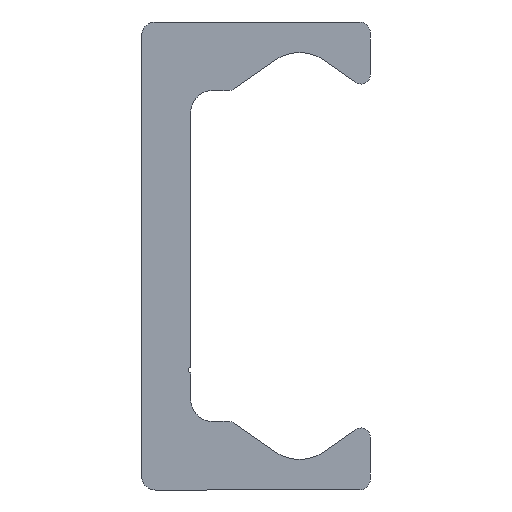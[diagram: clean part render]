
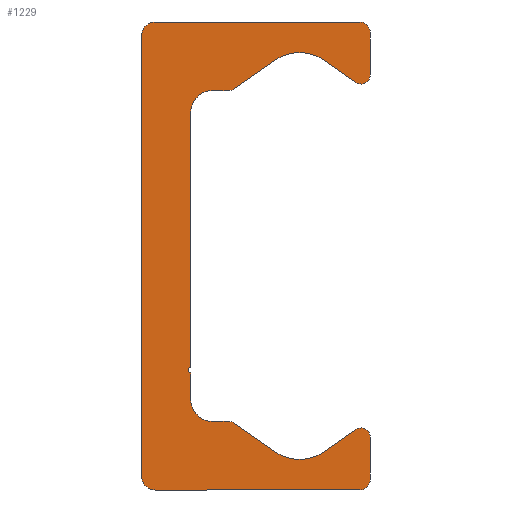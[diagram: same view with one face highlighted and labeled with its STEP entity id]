
A CAD part, left-side view. The second image highlights one B-rep face of the part: STEP entity #1229.
In plain terms, the highlighted planar face has unit normal (-1, 0, 0).
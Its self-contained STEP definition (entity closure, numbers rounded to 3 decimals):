
#356=CARTESIAN_POINT('',(0.0,9.25,-21.5));
#357=VERTEX_POINT('',#356);
#364=CARTESIAN_POINT('',(0.0,10.5,-20.25));
#365=VERTEX_POINT('',#364);
#366=CARTESIAN_POINT('',(0.0,9.25,-20.25));
#367=DIRECTION('',(1.0,0.0,0.0));
#368=DIRECTION('',(0.0,0.0,-1.0));
#369=AXIS2_PLACEMENT_3D('',#366,#367,#368);
#370=CIRCLE('',#369,1.25);
#371=EDGE_CURVE('',#357,#365,#370,.T.);
#395=CARTESIAN_POINT('',(0.0,-9.5,-21.5));
#396=VERTEX_POINT('',#395);
#403=CARTESIAN_POINT('',(0.0,-9.5,-21.5));
#404=DIRECTION('',(0.0,1.0,0.0));
#405=VECTOR('',#404,18.75);
#406=LINE('',#403,#405);
#407=EDGE_CURVE('',#396,#357,#406,.T.);
#427=CARTESIAN_POINT('',(0.0,-10.5,-20.5));
#428=VERTEX_POINT('',#427);
#435=CARTESIAN_POINT('',(0.0,-9.5,-20.5));
#436=DIRECTION('',(1.0,0.0,0.0));
#437=DIRECTION('',(0.0,-1.0,0.0));
#438=AXIS2_PLACEMENT_3D('',#435,#436,#437);
#439=CIRCLE('',#438,1.0);
#440=EDGE_CURVE('',#428,#396,#439,.T.);
#459=CARTESIAN_POINT('',(0.0,-10.5,-16.65));
#460=VERTEX_POINT('',#459);
#467=CARTESIAN_POINT('',(0.0,-10.5,-16.65));
#468=DIRECTION('',(0.0,0.0,-1.0));
#469=VECTOR('',#468,3.85);
#470=LINE('',#467,#469);
#471=EDGE_CURVE('',#460,#428,#470,.T.);
#491=CARTESIAN_POINT('',(0.0,-9.162,-15.954));
#492=VERTEX_POINT('',#491);
#499=CARTESIAN_POINT('',(0.0,-9.65,-16.65));
#500=DIRECTION('',(1.0,0.0,0.0));
#501=DIRECTION('',(0.0,0.574,0.819));
#502=AXIS2_PLACEMENT_3D('',#499,#500,#501);
#503=CIRCLE('',#502,0.85);
#504=EDGE_CURVE('',#492,#460,#503,.T.);
#523=CARTESIAN_POINT('',(0.0,-6.294,-17.962));
#524=VERTEX_POINT('',#523);
#531=CARTESIAN_POINT('',(0.0,-6.294,-17.962));
#532=DIRECTION('',(0.0,-0.819,0.574));
#533=VECTOR('',#532,3.501);
#534=LINE('',#531,#533);
#535=EDGE_CURVE('',#524,#492,#534,.T.);
#555=CARTESIAN_POINT('',(0.0,-1.706,-17.962));
#556=VERTEX_POINT('',#555);
#563=CARTESIAN_POINT('',(0.0,-4.,-14.685));
#564=DIRECTION('',(-1.0,0.0,0.0));
#565=DIRECTION('',(0.0,0.574,0.819));
#566=AXIS2_PLACEMENT_3D('',#563,#564,#565);
#567=CIRCLE('',#566,4.0);
#568=EDGE_CURVE('',#556,#524,#567,.T.);
#587=CARTESIAN_POINT('',(0.0,1.981,-15.381));
#588=VERTEX_POINT('',#587);
#595=CARTESIAN_POINT('',(0.0,1.981,-15.381));
#596=DIRECTION('',(0.0,-0.819,-0.574));
#597=VECTOR('',#596,4.5);
#598=LINE('',#595,#597);
#599=EDGE_CURVE('',#588,#556,#598,.T.);
#619=CARTESIAN_POINT('',(0.0,2.554,-15.2));
#620=VERTEX_POINT('',#619);
#627=CARTESIAN_POINT('',(0.0,2.554,-16.2));
#628=DIRECTION('',(1.0,0.0,0.0));
#629=DIRECTION('',(0.0,0.0,1.0));
#630=AXIS2_PLACEMENT_3D('',#627,#628,#629);
#631=CIRCLE('',#630,1.);
#632=EDGE_CURVE('',#620,#588,#631,.T.);
#651=CARTESIAN_POINT('',(0.0,4.0,-15.2));
#652=VERTEX_POINT('',#651);
#659=CARTESIAN_POINT('',(0.0,4.0,-15.2));
#660=DIRECTION('',(0.0,-1.0,0.0));
#661=VECTOR('',#660,1.446);
#662=LINE('',#659,#661);
#663=EDGE_CURVE('',#652,#620,#662,.T.);
#683=CARTESIAN_POINT('',(0.0,6.,-13.2));
#684=VERTEX_POINT('',#683);
#691=CARTESIAN_POINT('',(0.0,4.,-13.2));
#692=DIRECTION('',(-1.0,0.0,0.0));
#693=DIRECTION('',(0.0,0.0,1.0));
#694=AXIS2_PLACEMENT_3D('',#691,#692,#693);
#695=CIRCLE('',#694,2.0);
#696=EDGE_CURVE('',#684,#652,#695,.T.);
#715=CARTESIAN_POINT('',(0.0,6.,-10.75));
#716=VERTEX_POINT('',#715);
#723=CARTESIAN_POINT('',(0.0,6.,-10.75));
#724=DIRECTION('',(0.0,0.0,-1.0));
#725=VECTOR('',#724,2.45);
#726=LINE('',#723,#725);
#727=EDGE_CURVE('',#716,#684,#726,.T.);
#747=CARTESIAN_POINT('',(0.0,6.,-10.25));
#748=VERTEX_POINT('',#747);
#755=CARTESIAN_POINT('',(0.0,6.,-10.5));
#756=DIRECTION('',(-1.0,0.0,0.0));
#757=DIRECTION('',(0.0,0.0,1.0));
#758=AXIS2_PLACEMENT_3D('',#755,#756,#757);
#759=CIRCLE('',#758,0.25);
#760=EDGE_CURVE('',#748,#716,#759,.T.);
#779=CARTESIAN_POINT('',(0.0,6.,13.2));
#780=VERTEX_POINT('',#779);
#787=CARTESIAN_POINT('',(0.0,6.,13.2));
#788=DIRECTION('',(0.0,0.0,-1.0));
#789=VECTOR('',#788,23.45);
#790=LINE('',#787,#789);
#791=EDGE_CURVE('',#780,#748,#790,.T.);
#823=CARTESIAN_POINT('',(0.0,4.0,15.2));
#824=VERTEX_POINT('',#823);
#831=CARTESIAN_POINT('',(0.0,4.,13.2));
#832=DIRECTION('',(-1.0,0.0,0.0));
#833=DIRECTION('',(0.0,-1.0,0.0));
#834=AXIS2_PLACEMENT_3D('',#831,#832,#833);
#835=CIRCLE('',#834,2.0);
#836=EDGE_CURVE('',#824,#780,#835,.T.);
#855=CARTESIAN_POINT('',(0.0,2.554,15.2));
#856=VERTEX_POINT('',#855);
#863=CARTESIAN_POINT('',(0.0,2.554,15.2));
#864=DIRECTION('',(0.0,1.0,0.0));
#865=VECTOR('',#864,1.446);
#866=LINE('',#863,#865);
#867=EDGE_CURVE('',#856,#824,#866,.T.);
#887=CARTESIAN_POINT('',(0.0,1.981,15.381));
#888=VERTEX_POINT('',#887);
#895=CARTESIAN_POINT('',(0.0,2.554,16.2));
#896=DIRECTION('',(1.0,0.0,0.0));
#897=DIRECTION('',(0.0,-0.574,-0.819));
#898=AXIS2_PLACEMENT_3D('',#895,#896,#897);
#899=CIRCLE('',#898,1.);
#900=EDGE_CURVE('',#888,#856,#899,.T.);
#919=CARTESIAN_POINT('',(0.0,-1.706,17.962));
#920=VERTEX_POINT('',#919);
#927=CARTESIAN_POINT('',(0.0,-1.706,17.962));
#928=DIRECTION('',(0.0,0.819,-0.574));
#929=VECTOR('',#928,4.5);
#930=LINE('',#927,#929);
#931=EDGE_CURVE('',#920,#888,#930,.T.);
#951=CARTESIAN_POINT('',(0.0,-6.294,17.962));
#952=VERTEX_POINT('',#951);
#959=CARTESIAN_POINT('',(0.0,-4.,14.685));
#960=DIRECTION('',(-1.0,0.0,0.0));
#961=DIRECTION('',(0.0,-0.574,-0.819));
#962=AXIS2_PLACEMENT_3D('',#959,#960,#961);
#963=CIRCLE('',#962,4.0);
#964=EDGE_CURVE('',#952,#920,#963,.T.);
#983=CARTESIAN_POINT('',(0.0,-9.162,15.954));
#984=VERTEX_POINT('',#983);
#991=CARTESIAN_POINT('',(0.0,-9.162,15.954));
#992=DIRECTION('',(0.0,0.819,0.574));
#993=VECTOR('',#992,3.501);
#994=LINE('',#991,#993);
#995=EDGE_CURVE('',#984,#952,#994,.T.);
#1015=CARTESIAN_POINT('',(0.0,-10.5,16.65));
#1016=VERTEX_POINT('',#1015);
#1023=CARTESIAN_POINT('',(0.0,-9.65,16.65));
#1024=DIRECTION('',(1.0,0.0,0.0));
#1025=DIRECTION('',(0.0,-1.0,0.0));
#1026=AXIS2_PLACEMENT_3D('',#1023,#1024,#1025);
#1027=CIRCLE('',#1026,0.85);
#1028=EDGE_CURVE('',#1016,#984,#1027,.T.);
#1047=CARTESIAN_POINT('',(0.0,-10.5,20.5));
#1048=VERTEX_POINT('',#1047);
#1055=CARTESIAN_POINT('',(0.0,-10.5,20.5));
#1056=DIRECTION('',(0.0,0.0,-1.0));
#1057=VECTOR('',#1056,3.85);
#1058=LINE('',#1055,#1057);
#1059=EDGE_CURVE('',#1048,#1016,#1058,.T.);
#1079=CARTESIAN_POINT('',(0.0,-9.5,21.5));
#1080=VERTEX_POINT('',#1079);
#1087=CARTESIAN_POINT('',(0.0,-9.5,20.5));
#1088=DIRECTION('',(1.0,0.0,0.0));
#1089=DIRECTION('',(0.0,0.0,1.0));
#1090=AXIS2_PLACEMENT_3D('',#1087,#1088,#1089);
#1091=CIRCLE('',#1090,1.0);
#1092=EDGE_CURVE('',#1080,#1048,#1091,.T.);
#1111=CARTESIAN_POINT('',(0.0,9.25,21.5));
#1112=VERTEX_POINT('',#1111);
#1119=CARTESIAN_POINT('',(0.0,9.25,21.5));
#1120=DIRECTION('',(0.0,-1.0,0.0));
#1121=VECTOR('',#1120,18.75);
#1122=LINE('',#1119,#1121);
#1123=EDGE_CURVE('',#1112,#1080,#1122,.T.);
#1143=CARTESIAN_POINT('',(0.0,10.5,20.25));
#1144=VERTEX_POINT('',#1143);
#1151=CARTESIAN_POINT('',(0.0,9.25,20.25));
#1152=DIRECTION('',(1.0,0.0,0.0));
#1153=DIRECTION('',(0.0,1.0,0.0));
#1154=AXIS2_PLACEMENT_3D('',#1151,#1152,#1153);
#1155=CIRCLE('',#1154,1.25);
#1156=EDGE_CURVE('',#1144,#1112,#1155,.T.);
#1174=CARTESIAN_POINT('',(0.0,10.5,-20.25));
#1175=DIRECTION('',(0.0,0.0,1.0));
#1176=VECTOR('',#1175,40.5);
#1177=LINE('',#1174,#1176);
#1178=EDGE_CURVE('',#365,#1144,#1177,.T.);
#1196=CARTESIAN_POINT('',(0.0,2.66,-0.019));
#1197=DIRECTION('',(1.0,0.0,0.0));
#1198=DIRECTION('',(0.0,0.0,-1.0));
#1199=AXIS2_PLACEMENT_3D('',#1196,#1197,#1198);
#1200=PLANE('',#1199);
#1201=ORIENTED_EDGE('',*,*,#1178,.F.);
#1202=ORIENTED_EDGE('',*,*,#371,.F.);
#1203=ORIENTED_EDGE('',*,*,#407,.F.);
#1204=ORIENTED_EDGE('',*,*,#440,.F.);
#1205=ORIENTED_EDGE('',*,*,#471,.F.);
#1206=ORIENTED_EDGE('',*,*,#504,.F.);
#1207=ORIENTED_EDGE('',*,*,#535,.F.);
#1208=ORIENTED_EDGE('',*,*,#568,.F.);
#1209=ORIENTED_EDGE('',*,*,#599,.F.);
#1210=ORIENTED_EDGE('',*,*,#632,.F.);
#1211=ORIENTED_EDGE('',*,*,#663,.F.);
#1212=ORIENTED_EDGE('',*,*,#696,.F.);
#1213=ORIENTED_EDGE('',*,*,#727,.F.);
#1214=ORIENTED_EDGE('',*,*,#760,.F.);
#1215=ORIENTED_EDGE('',*,*,#791,.F.);
#1216=ORIENTED_EDGE('',*,*,#836,.F.);
#1217=ORIENTED_EDGE('',*,*,#867,.F.);
#1218=ORIENTED_EDGE('',*,*,#900,.F.);
#1219=ORIENTED_EDGE('',*,*,#931,.F.);
#1220=ORIENTED_EDGE('',*,*,#964,.F.);
#1221=ORIENTED_EDGE('',*,*,#995,.F.);
#1222=ORIENTED_EDGE('',*,*,#1028,.F.);
#1223=ORIENTED_EDGE('',*,*,#1059,.F.);
#1224=ORIENTED_EDGE('',*,*,#1092,.F.);
#1225=ORIENTED_EDGE('',*,*,#1123,.F.);
#1226=ORIENTED_EDGE('',*,*,#1156,.F.);
#1227=EDGE_LOOP('',(#1201,#1202,#1203,#1204,#1205,#1206,#1207,#1208,#1209,#1210,#1211,#1212,#1213,#1214,#1215,#1216,#1217,#1218,#1219,#1220,#1221,#1222,#1223,#1224,#1225,#1226));
#1228=FACE_OUTER_BOUND('',#1227,.T.);
#1229=ADVANCED_FACE('',(#1228),#1200,.F.);
